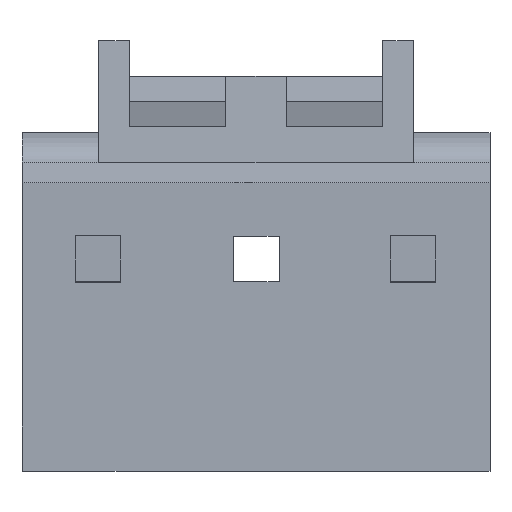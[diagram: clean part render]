
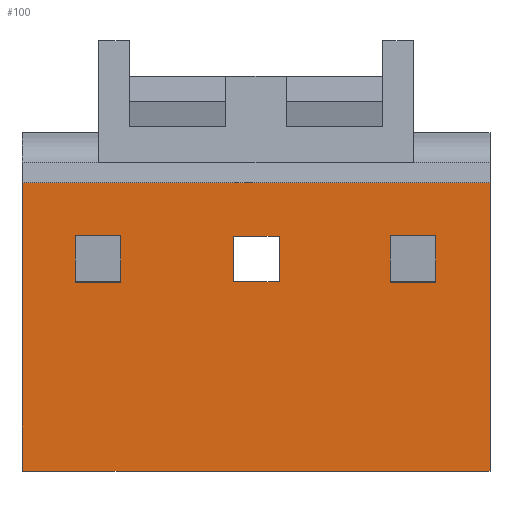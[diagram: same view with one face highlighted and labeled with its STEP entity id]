
A CAD part, top view. The second image highlights one B-rep face of the part: STEP entity #100.
In plain terms, the highlighted planar face has unit normal (0, 0, 1).
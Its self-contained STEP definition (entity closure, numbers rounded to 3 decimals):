
#100=ADVANCED_FACE('',(#294,#295,#296,#297),#298,.T.);
#294=FACE_OUTER_BOUND('',#708,.T.);
#295=FACE_BOUND('',#709,.T.);
#296=FACE_BOUND('',#710,.T.);
#297=FACE_BOUND('',#711,.T.);
#298=PLANE('',#712);
#708=EDGE_LOOP('',(#1357,#1358,#1359,#1360));
#709=EDGE_LOOP('',(#1361,#1362,#1363,#1364));
#710=EDGE_LOOP('',(#1365,#1366,#1367,#1368));
#711=EDGE_LOOP('',(#1369,#1370,#1371,#1372));
#712=AXIS2_PLACEMENT_3D('',#1373,#1374,#1375);
#1357=ORIENTED_EDGE('',*,*,#2178,.T.);
#1358=ORIENTED_EDGE('',*,*,#2179,.F.);
#1359=ORIENTED_EDGE('',*,*,#2180,.F.);
#1360=ORIENTED_EDGE('',*,*,#2008,.T.);
#1361=ORIENTED_EDGE('',*,*,#2181,.T.);
#1362=ORIENTED_EDGE('',*,*,#2182,.F.);
#1363=ORIENTED_EDGE('',*,*,#2183,.F.);
#1364=ORIENTED_EDGE('',*,*,#2184,.T.);
#1365=ORIENTED_EDGE('',*,*,#2185,.T.);
#1366=ORIENTED_EDGE('',*,*,#2186,.F.);
#1367=ORIENTED_EDGE('',*,*,#2187,.F.);
#1368=ORIENTED_EDGE('',*,*,#2188,.T.);
#1369=ORIENTED_EDGE('',*,*,#2189,.F.);
#1370=ORIENTED_EDGE('',*,*,#2190,.F.);
#1371=ORIENTED_EDGE('',*,*,#2191,.F.);
#1372=ORIENTED_EDGE('',*,*,#2192,.F.);
#1373=CARTESIAN_POINT('',(-5.88,1.91,0.0));
#1374=DIRECTION('',(0.0,0.0,1.0));
#1375=DIRECTION('',(1.0,0.0,0.0));
#2008=EDGE_CURVE('',#2390,#2387,#2391,.T.);
#2178=EDGE_CURVE('',#2387,#2675,#2677,.T.);
#2179=EDGE_CURVE('',#2678,#2675,#2679,.T.);
#2180=EDGE_CURVE('',#2390,#2678,#2680,.T.);
#2181=EDGE_CURVE('',#2681,#2682,#2683,.T.);
#2182=EDGE_CURVE('',#2684,#2682,#2685,.T.);
#2183=EDGE_CURVE('',#2686,#2684,#2687,.T.);
#2184=EDGE_CURVE('',#2686,#2681,#2688,.T.);
#2185=EDGE_CURVE('',#2689,#2690,#2691,.T.);
#2186=EDGE_CURVE('',#2692,#2690,#2693,.T.);
#2187=EDGE_CURVE('',#2694,#2692,#2695,.T.);
#2188=EDGE_CURVE('',#2694,#2689,#2696,.T.);
#2189=EDGE_CURVE('',#2697,#2698,#2699,.T.);
#2190=EDGE_CURVE('',#2700,#2697,#2701,.T.);
#2191=EDGE_CURVE('',#2702,#2700,#2703,.T.);
#2192=EDGE_CURVE('',#2698,#2702,#2704,.T.);
#2387=VERTEX_POINT('',#2999);
#2390=VERTEX_POINT('',#3003);
#2391=LINE('',#3004,#3005);
#2675=VERTEX_POINT('',#3512);
#2677=LINE('',#3515,#3516);
#2678=VERTEX_POINT('',#3517);
#2679=LINE('',#3518,#3519);
#2680=LINE('',#3520,#3521);
#2681=VERTEX_POINT('',#3522);
#2682=VERTEX_POINT('',#3523);
#2683=LINE('',#3524,#3525);
#2684=VERTEX_POINT('',#3526);
#2685=LINE('',#3527,#3528);
#2686=VERTEX_POINT('',#3529);
#2687=LINE('',#3530,#3531);
#2688=LINE('',#3532,#3533);
#2689=VERTEX_POINT('',#3534);
#2690=VERTEX_POINT('',#3535);
#2691=LINE('',#3536,#3537);
#2692=VERTEX_POINT('',#3538);
#2693=LINE('',#3539,#3540);
#2694=VERTEX_POINT('',#3541);
#2695=LINE('',#3542,#3543);
#2696=LINE('',#3544,#3545);
#2697=VERTEX_POINT('',#3546);
#2698=VERTEX_POINT('',#3547);
#2699=LINE('',#3548,#3549);
#2700=VERTEX_POINT('',#3550);
#2701=LINE('',#3551,#3552);
#2702=VERTEX_POINT('',#3553);
#2703=LINE('',#3554,#3555);
#2704=LINE('',#3556,#3557);
#2999=CARTESIAN_POINT('',(-5.88,-5.334,0.0));
#3003=CARTESIAN_POINT('',(-5.88,1.91,0.0));
#3004=CARTESIAN_POINT('',(-5.88,1.91,0.0));
#3005=VECTOR('',#4002,7.244);
#3512=CARTESIAN_POINT('',(5.88,-5.334,0.0));
#3515=CARTESIAN_POINT('',(-5.88,-5.334,0.0));
#3516=VECTOR('',#4238,11.76);
#3517=CARTESIAN_POINT('',(5.88,1.91,0.0));
#3518=CARTESIAN_POINT('',(5.88,1.91,0.0));
#3519=VECTOR('',#4239,7.244);
#3520=CARTESIAN_POINT('',(-5.88,1.91,0.0));
#3521=VECTOR('',#4240,11.76);
#3522=CARTESIAN_POINT('',(3.378,0.559,0.0));
#3523=CARTESIAN_POINT('',(4.521,0.559,0.0));
#3524=CARTESIAN_POINT('',(3.378,0.559,0.0));
#3525=VECTOR('',#4241,1.143);
#3526=CARTESIAN_POINT('',(4.521,-0.584,0.0));
#3527=CARTESIAN_POINT('',(4.521,-0.584,0.0));
#3528=VECTOR('',#4242,1.143);
#3529=CARTESIAN_POINT('',(3.378,-0.584,0.0));
#3530=CARTESIAN_POINT('',(3.378,-0.584,0.0));
#3531=VECTOR('',#4243,1.143);
#3532=CARTESIAN_POINT('',(3.378,-0.584,0.0));
#3533=VECTOR('',#4244,1.143);
#3534=CARTESIAN_POINT('',(-4.547,0.559,0.0));
#3535=CARTESIAN_POINT('',(-3.404,0.559,0.0));
#3536=CARTESIAN_POINT('',(-4.547,0.559,0.0));
#3537=VECTOR('',#4245,1.143);
#3538=CARTESIAN_POINT('',(-3.404,-0.584,0.0));
#3539=CARTESIAN_POINT('',(-3.404,-0.584,0.0));
#3540=VECTOR('',#4246,1.143);
#3541=CARTESIAN_POINT('',(-4.547,-0.584,0.0));
#3542=CARTESIAN_POINT('',(-4.547,-0.584,0.0));
#3543=VECTOR('',#4247,1.143);
#3544=CARTESIAN_POINT('',(-4.547,-0.584,0.0));
#3545=VECTOR('',#4248,1.143);
#3546=CARTESIAN_POINT('',(0.581,0.572,0.0));
#3547=CARTESIAN_POINT('',(-0.562,0.572,0.0));
#3548=CARTESIAN_POINT('',(0.581,0.572,0.0));
#3549=VECTOR('',#4249,1.143);
#3550=CARTESIAN_POINT('',(0.581,-0.572,0.0));
#3551=CARTESIAN_POINT('',(0.581,-0.572,0.0));
#3552=VECTOR('',#4250,1.143);
#3553=CARTESIAN_POINT('',(-0.562,-0.572,0.0));
#3554=CARTESIAN_POINT('',(-0.562,-0.572,0.0));
#3555=VECTOR('',#4251,1.143);
#3556=CARTESIAN_POINT('',(-0.562,0.572,0.0));
#3557=VECTOR('',#4252,1.143);
#4002=DIRECTION('',(0.0,-1.0,0.0));
#4238=DIRECTION('',(1.0,0.0,0.0));
#4239=DIRECTION('',(0.0,-1.0,0.0));
#4240=DIRECTION('',(1.0,0.0,0.0));
#4241=DIRECTION('',(1.0,0.0,0.0));
#4242=DIRECTION('',(0.0,1.0,0.0));
#4243=DIRECTION('',(1.0,0.0,0.0));
#4244=DIRECTION('',(0.0,1.0,0.0));
#4245=DIRECTION('',(1.0,0.0,0.0));
#4246=DIRECTION('',(0.0,1.0,0.0));
#4247=DIRECTION('',(1.0,0.0,0.0));
#4248=DIRECTION('',(0.0,1.0,0.0));
#4249=DIRECTION('',(-1.0,0.0,0.0));
#4250=DIRECTION('',(0.0,1.0,0.0));
#4251=DIRECTION('',(1.0,0.0,0.0));
#4252=DIRECTION('',(0.0,-1.0,0.0));
